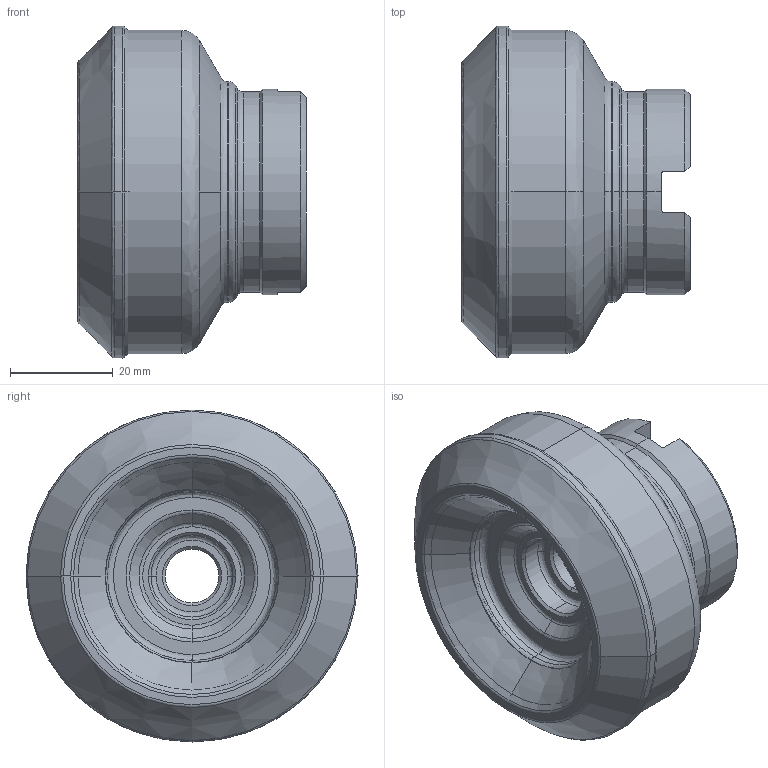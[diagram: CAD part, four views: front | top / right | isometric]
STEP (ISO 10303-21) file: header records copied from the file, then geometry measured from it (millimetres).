
FILE_DESCRIPTION (( 'STEP AP214' ), '1' );
FILE_NAME ('01-0755.STEP', '2025-01-06T18:17:57', ( '' ), ( '' ), 'SwSTEP 2.0', 'SolidWorks 2023', '' );
FILE_SCHEMA (( 'AUTOMOTIVE_DESIGN' ));
Length unit declared in the file: inch
Products named in the file (1): 01-0755
Bounding box: 44.45 x 64.69 x 64.69 mm (x, y, z)
Volume: 99864.2 mm3; surface area: 20966.9 mm2
Topology: 2 solids, 2 shells, 132 faces, 295 edges, 170 vertices
Faces by surface type: bspline 63, cone 26, cylinder 22, plane 21
Entity records: 6255 total; most frequent: CARTESIAN_POINT 3579, ORIENTED_EDGE 590, DIRECTION 516, EDGE_CURVE 295, AXIS2_PLACEMENT_3D 226, VERTEX_POINT 170, CIRCLE 156, EDGE_LOOP 139
